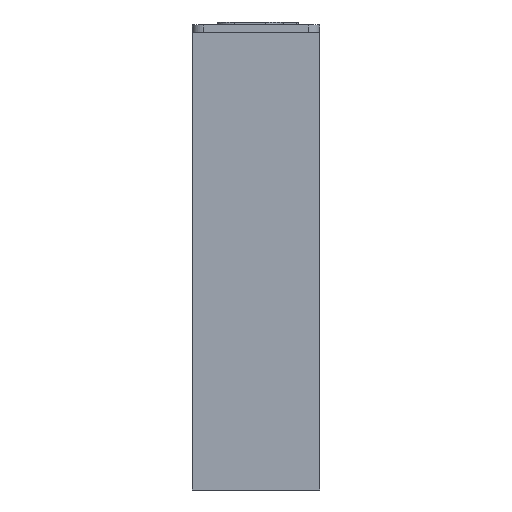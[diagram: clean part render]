
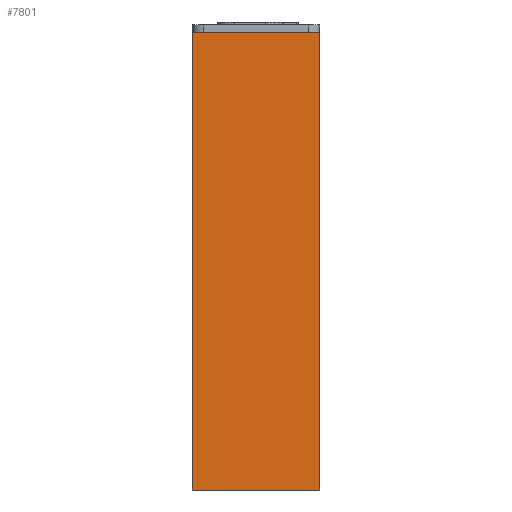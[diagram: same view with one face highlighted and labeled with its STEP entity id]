
A CAD part, left-side view. The second image highlights one B-rep face of the part: STEP entity #7801.
In plain terms, the highlighted planar face has unit normal (-1, 0, 0).
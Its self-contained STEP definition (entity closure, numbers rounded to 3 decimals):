
#354 = DIRECTION ( 'NONE',  ( 0., -1., 0. ) ) ;
#765 = AXIS2_PLACEMENT_3D ( 'NONE', #11778, #4501, #2403 ) ;
#826 = VERTEX_POINT ( 'NONE', #6090 ) ;
#829 = FACE_OUTER_BOUND ( 'NONE', #7594, .T. ) ;
#1000 = EDGE_CURVE ( 'NONE', #2539, #826, #4767, .T. ) ;
#1101 = DIRECTION ( 'NONE',  ( 0., 0., -1. ) ) ;
#1245 = CARTESIAN_POINT ( 'NONE',  ( 0., 43.6, 159. ) ) ;
#1769 = VERTEX_POINT ( 'NONE', #11204 ) ;
#1788 = CARTESIAN_POINT ( 'NONE',  ( 0., 43.6, 0. ) ) ;
#2169 = DIRECTION ( 'NONE',  ( 0., -1., 0. ) ) ;
#2403 = DIRECTION ( 'NONE',  ( 0., 0., -1. ) ) ;
#2539 = VERTEX_POINT ( 'NONE', #4688 ) ;
#2829 = EDGE_CURVE ( 'NONE', #10214, #826, #3008, .T. ) ;
#3008 = LINE ( 'NONE', #8526, #8100 ) ;
#3595 = EDGE_CURVE ( 'NONE', #1769, #2539, #8595, .T. ) ;
#3914 = VECTOR ( 'NONE', #354, 1000. ) ;
#4156 = VECTOR ( 'NONE', #1101, 1000. ) ;
#4501 = DIRECTION ( 'NONE',  ( 1., 0., 0. ) ) ;
#4688 = CARTESIAN_POINT ( 'NONE',  ( 0., 0., 156.5 ) ) ;
#4767 = LINE ( 'NONE', #8307, #4156 ) ;
#4906 = DIRECTION ( 'NONE',  ( 0., 0., -1. ) ) ;
#5532 = ORIENTED_EDGE ( 'NONE', *, *, #11604, .T. ) ;
#6090 = CARTESIAN_POINT ( 'NONE',  ( 0., 0., 0. ) ) ;
#6710 = LINE ( 'NONE', #1245, #10926 ) ;
#7594 = EDGE_LOOP ( 'NONE', ( #10833, #5532, #10175, #9503 ) ) ;
#7801 = ADVANCED_FACE ( 'NONE', ( #829 ), #8944, .F. ) ;
#8100 = VECTOR ( 'NONE', #2169, 1000. ) ;
#8307 = CARTESIAN_POINT ( 'NONE',  ( 0., 0., 159. ) ) ;
#8526 = CARTESIAN_POINT ( 'NONE',  ( 0., 0., 0. ) ) ;
#8595 = LINE ( 'NONE', #11478, #3914 ) ;
#8944 = PLANE ( 'NONE',  #765 ) ;
#9503 = ORIENTED_EDGE ( 'NONE', *, *, #1000, .F. ) ;
#10175 = ORIENTED_EDGE ( 'NONE', *, *, #2829, .T. ) ;
#10214 = VERTEX_POINT ( 'NONE', #1788 ) ;
#10833 = ORIENTED_EDGE ( 'NONE', *, *, #3595, .F. ) ;
#10926 = VECTOR ( 'NONE', #4906, 1000. ) ;
#11204 = CARTESIAN_POINT ( 'NONE',  ( 0., 43.6, 156.5 ) ) ;
#11478 = CARTESIAN_POINT ( 'NONE',  ( 0., 43.6, 156.5 ) ) ;
#11604 = EDGE_CURVE ( 'NONE', #1769, #10214, #6710, .T. ) ;
#11778 = CARTESIAN_POINT ( 'NONE',  ( 0., 0., 159. ) ) ;
